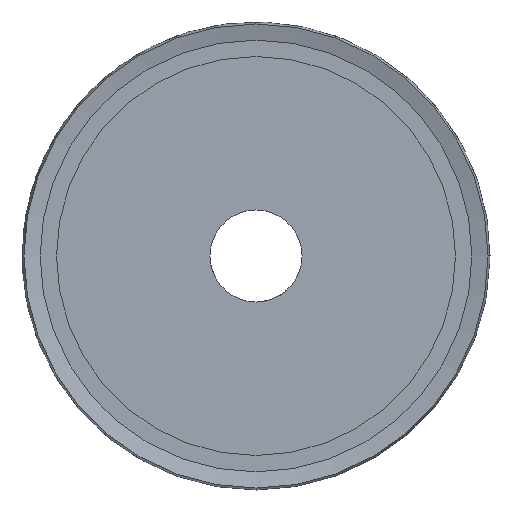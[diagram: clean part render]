
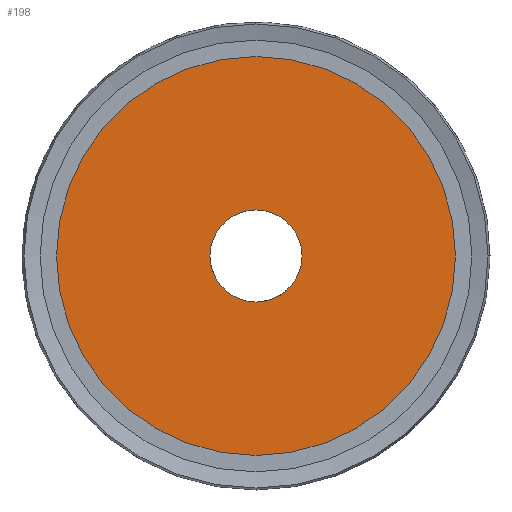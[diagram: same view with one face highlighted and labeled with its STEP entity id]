
A CAD part, left-side view. The second image highlights one B-rep face of the part: STEP entity #198.
In plain terms, the highlighted planar face has unit normal (-1, 0, 0).
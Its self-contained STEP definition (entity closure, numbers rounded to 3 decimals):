
#198 = ADVANCED_FACE( '', ( #633, #634 ), #635, .F. );
#633 = FACE_OUTER_BOUND( '', #1456, .T. );
#634 = FACE_BOUND( '', #1457, .T. );
#635 = PLANE( '', #1458 );
#1456 = EDGE_LOOP( '', ( #2556 ) );
#1457 = EDGE_LOOP( '', ( #2557 ) );
#1458 = AXIS2_PLACEMENT_3D( '', #2558, #2559, #2560 );
#2556 = ORIENTED_EDGE( '', *, *, #5469, .F. );
#2557 = ORIENTED_EDGE( '', *, *, #5216, .T. );
#2558 = CARTESIAN_POINT( '', ( 0., 0., 0. ) );
#2559 = DIRECTION( '', ( 1., 0., 0. ) );
#2560 = DIRECTION( '', ( 0., 0., -1. ) );
#5216 = EDGE_CURVE( '', #6122, #6122, #6123, .T. );
#5469 = EDGE_CURVE( '', #6624, #6624, #6625, .T. );
#6122 = VERTEX_POINT( '', #7697 );
#6123 = CIRCLE( '', #7698, 6. );
#6624 = VERTEX_POINT( '', #8252 );
#6625 = CIRCLE( '', #8253, 26. );
#7697 = CARTESIAN_POINT( '', ( 0., 0., -6. ) );
#7698 = AXIS2_PLACEMENT_3D( '', #9424, #9425, #9426 );
#8252 = CARTESIAN_POINT( '', ( 0., 0., -26. ) );
#8253 = AXIS2_PLACEMENT_3D( '', #10176, #10177, #10178 );
#9424 = CARTESIAN_POINT( '', ( 0., 0., 0. ) );
#9425 = DIRECTION( '', ( 1., 0., 0. ) );
#9426 = DIRECTION( '', ( 0., 0., -1. ) );
#10176 = CARTESIAN_POINT( '', ( 0., 0., 0. ) );
#10177 = DIRECTION( '', ( 1., 0., 0. ) );
#10178 = DIRECTION( '', ( 0., 0., -1. ) );
